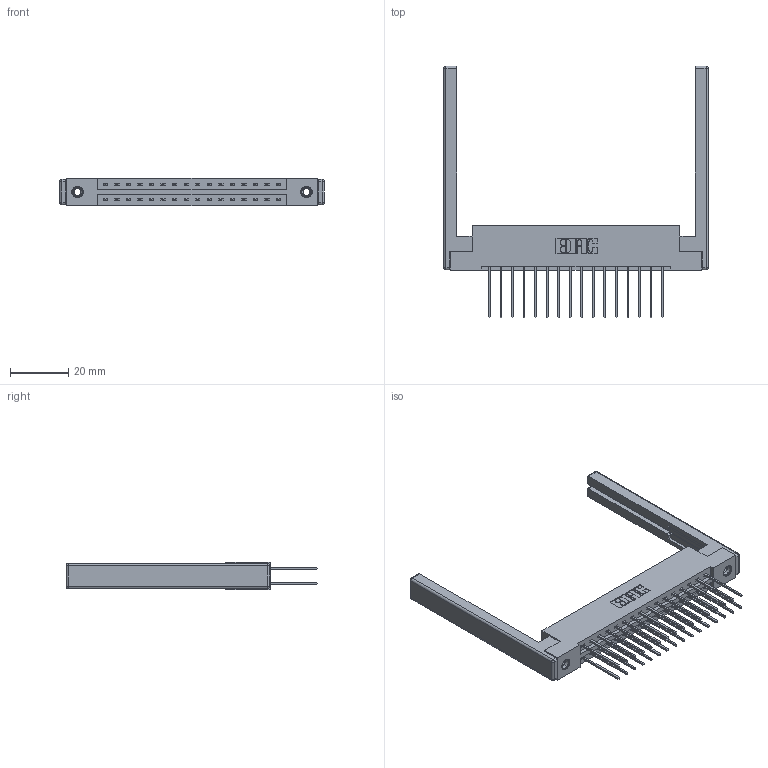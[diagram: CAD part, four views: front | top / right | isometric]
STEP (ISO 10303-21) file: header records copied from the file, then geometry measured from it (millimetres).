
FILE_DESCRIPTION (( 'STEP AP203' ), '1' );
FILE_NAME ('337-032-542-268.STEP', '2019-10-08T19:29:13', ( '' ), ( '' ), 'SwSTEP 2.0', 'SolidWorks 2016', '' );
FILE_SCHEMA (( 'CONFIG_CONTROL_DESIGN' ));
Length unit declared in the file: inch
Products named in the file (5): 307-220-068; 337-032-542-268; 345-292-001_345-293-142; 337 Part_Flush Mounting Lugs - 0.156 Dia-TI; 345-250-001_345-250-001-102
Assembly tree (37 placements, depth 2):
  337-032-542-268
    337 Part_Flush Mounting Lugs - 0.156 Dia-TI
    345-292-001_345-293-142  x32
    345-250-001_345-250-001-102  x2
    307-220-068  x2
Bounding box: 90.83 x 86.37 x 9.4 mm (x, y, z)
Volume: 13760.3 mm3; surface area: 15124.5 mm2
Topology: 37 solids, 37 shells, 1996 faces, 5853 edges, 3838 vertices
Faces by surface type: plane 1374, cylinder 598, cone 12, sphere 8, torus 4
Entity records: 18546 total; most frequent: CARTESIAN_POINT 3111, ORIENTED_EDGE 3036, DIRECTION 2764, EDGE_CURVE 1518, LINE 1340, VECTOR 1340, VERTEX_POINT 1002, AXIS2_PLACEMENT_3D 712
